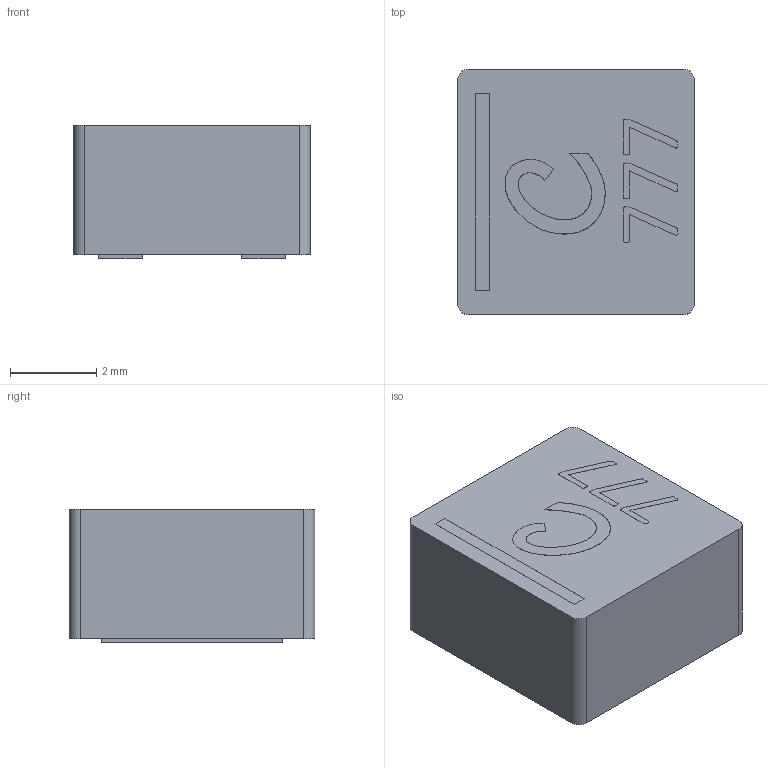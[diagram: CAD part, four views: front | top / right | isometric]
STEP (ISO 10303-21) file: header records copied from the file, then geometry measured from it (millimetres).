
FILE_DESCRIPTION(('FreeCAD Model'),'2;1');
FILE_NAME('Open CASCADE Shape Model','2024-11-16T17:54:34',(''),(''), 'Open CASCADE STEP processor 7.6','FreeCAD','Unknown');
FILE_SCHEMA(('AUTOMOTIVE_DESIGN { 1 0 10303 214 1 1 1 1 }'));
Length unit declared in the file: millimetre
Products named in the file (1): Coilcraft-XFL5030
Bounding box: 5.48 x 5.68 x 3.1 mm (x, y, z)
Volume: 94.1 mm3; surface area: 129.9 mm2
Topology: 1 solids, 1 shells, 70 faces, 168 edges, 107 vertices
Faces by surface type: plane 39, bspline 27, cylinder 4
Entity records: 3150 total; most frequent: CARTESIAN_POINT 1201, ORIENTED_EDGE 336, DIRECTION 210, EDGE_CURVE 168, VERTEX_POINT 107, LINE 106, VECTOR 106, FACE_BOUND 77
